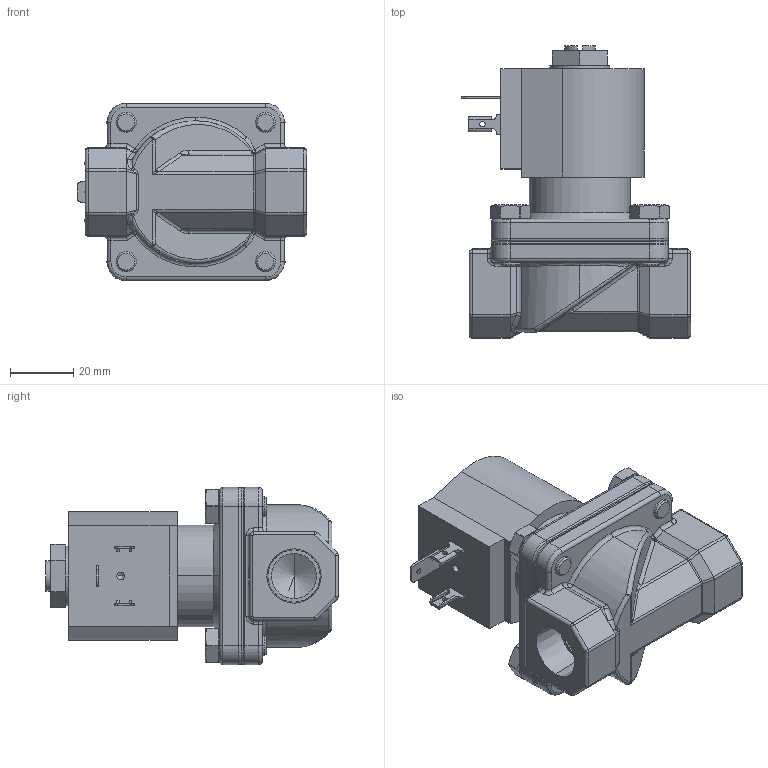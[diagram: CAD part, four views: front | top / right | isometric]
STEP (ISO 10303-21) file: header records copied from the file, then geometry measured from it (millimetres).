
FILE_DESCRIPTION (( 'STEP AP203' ), '1' );
FILE_NAME ('S211YH02N5CG4.step', '2025-12-15T20:43:32', ( '' ), ( '' ), 'SwSTEP 2.0', 'SolidWorks 2024', '' );
FILE_SCHEMA (( 'CONFIG_CONTROL_DESIGN' ));
Length unit declared in the file: inch
Products named in the file (1): S211YH02N5CG4
Bounding box: 72.42 x 92.46 x 56.01 mm (x, y, z)
Volume: 150171.9 mm3; surface area: 25064.5 mm2
Topology: 1 solids, 1 shells, 507 faces, 1254 edges, 766 vertices
Faces by surface type: plane 228, cylinder 151, bspline 98, cone 30
Entity records: 17784 total; most frequent: CARTESIAN_POINT 6397, ORIENTED_EDGE 2492, DIRECTION 2176, EDGE_CURVE 1246, VERTEX_POINT 766, AXIS2_PLACEMENT_3D 753, LINE 670, VECTOR 670
